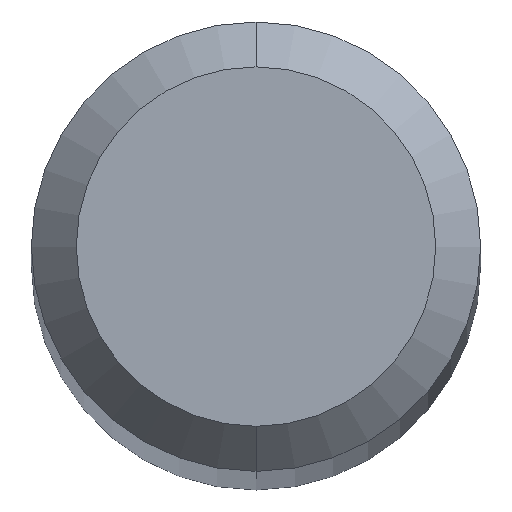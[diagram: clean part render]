
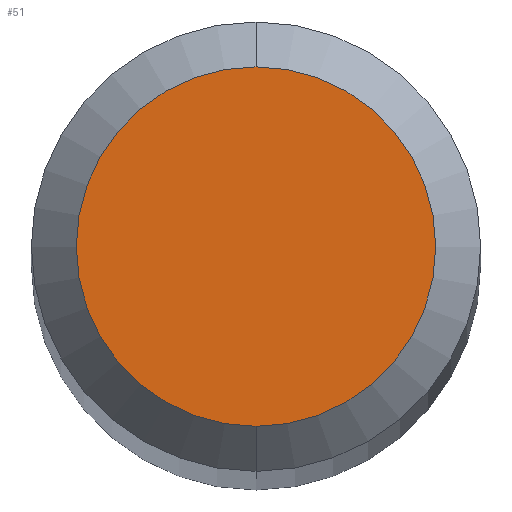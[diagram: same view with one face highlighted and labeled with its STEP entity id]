
A CAD part, top view. The second image highlights one B-rep face of the part: STEP entity #51.
In plain terms, the highlighted planar face has unit normal (0, 0, 1).
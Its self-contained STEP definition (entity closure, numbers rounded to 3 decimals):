
#13 = AXIS2_PLACEMENT_3D ( 'NONE', #130, #40, #128 ) ;
#19 = EDGE_LOOP ( 'NONE', ( #136, #151 ) ) ;
#20 = PLANE ( 'NONE',  #34 ) ;
#34 = AXIS2_PLACEMENT_3D ( 'NONE', #205, #171, #54 ) ;
#36 = FACE_OUTER_BOUND ( 'NONE', #19, .T. ) ;
#40 = DIRECTION ( 'NONE',  ( 0., 0., 1. ) ) ;
#46 = AXIS2_PLACEMENT_3D ( 'NONE', #163, #147, #78 ) ;
#51 = ADVANCED_FACE ( 'NONE', ( #36 ), #20, .F. ) ;
#54 = DIRECTION ( 'NONE',  ( 0., 1., 0. ) ) ;
#71 = CIRCLE ( 'NONE', #13, 1.118 ) ;
#78 = DIRECTION ( 'NONE',  ( 0., 1., 0. ) ) ;
#124 = EDGE_CURVE ( 'NONE', #168, #174, #209, .T. ) ;
#128 = DIRECTION ( 'NONE',  ( 0., 1., 0. ) ) ;
#130 = CARTESIAN_POINT ( 'NONE',  ( 0., 0., 0. ) ) ;
#131 = CARTESIAN_POINT ( 'NONE',  ( 0., -1.118, 0. ) ) ;
#136 = ORIENTED_EDGE ( 'NONE', *, *, #144, .T. ) ;
#144 = EDGE_CURVE ( 'NONE', #174, #168, #71, .T. ) ;
#147 = DIRECTION ( 'NONE',  ( 0., 0., 1. ) ) ;
#151 = ORIENTED_EDGE ( 'NONE', *, *, #124, .T. ) ;
#160 = CARTESIAN_POINT ( 'NONE',  ( 0., 1.118, 0. ) ) ;
#163 = CARTESIAN_POINT ( 'NONE',  ( 0., 0., 0. ) ) ;
#168 = VERTEX_POINT ( 'NONE', #131 ) ;
#171 = DIRECTION ( 'NONE',  ( 0., 0., -1. ) ) ;
#174 = VERTEX_POINT ( 'NONE', #160 ) ;
#205 = CARTESIAN_POINT ( 'NONE',  ( 0., 1.397, 0. ) ) ;
#209 = CIRCLE ( 'NONE', #46, 1.118 ) ;
